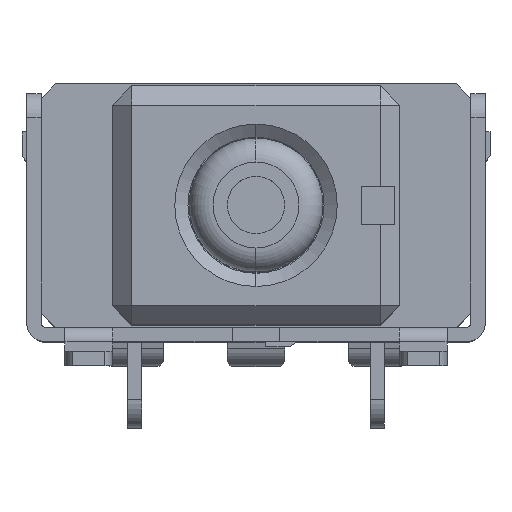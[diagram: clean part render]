
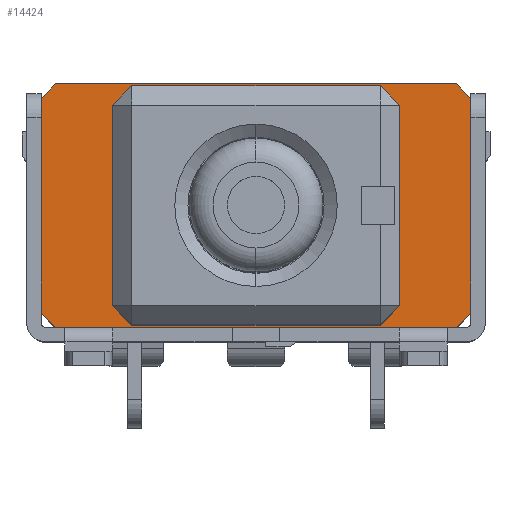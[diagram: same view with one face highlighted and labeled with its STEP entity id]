
A CAD part, top view. The second image highlights one B-rep face of the part: STEP entity #14424.
In plain terms, the highlighted planar face has unit normal (0, 0, 1).
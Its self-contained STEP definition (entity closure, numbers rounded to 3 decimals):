
#24 = VECTOR ( 'NONE', #12029, 1000. ) ;
#36 = VERTEX_POINT ( 'NONE', #2745 ) ;
#103 = VERTEX_POINT ( 'NONE', #7375 ) ;
#141 = VECTOR ( 'NONE', #369, 1000. ) ;
#193 = DIRECTION ( 'NONE',  ( 0., -1., 0. ) ) ;
#289 = CARTESIAN_POINT ( 'NONE',  ( 12.079, 15.709, 24.016 ) ) ;
#369 = DIRECTION ( 'NONE',  ( 0.707, 0.707, 0. ) ) ;
#400 = LINE ( 'NONE', #6199, #3965 ) ;
#427 = EDGE_CURVE ( 'NONE', #9429, #14913, #7283, .T. ) ;
#496 = EDGE_CURVE ( 'NONE', #3313, #5748, #5053, .T. ) ;
#511 = DIRECTION ( 'NONE',  ( 0., 1., 0. ) ) ;
#530 = VECTOR ( 'NONE', #13380, 1000. ) ;
#565 = VERTEX_POINT ( 'NONE', #11215 ) ;
#593 = CARTESIAN_POINT ( 'NONE',  ( 10.579, 15.859, 24.016 ) ) ;
#599 = LINE ( 'NONE', #7688, #3233 ) ;
#754 = VECTOR ( 'NONE', #11097, 1000. ) ;
#839 = CARTESIAN_POINT ( 'NONE',  ( 3.379, 20.509, 24.016 ) ) ;
#878 = AXIS2_PLACEMENT_3D ( 'NONE', #7381, #14266, #3989 ) ;
#1039 = CARTESIAN_POINT ( 'NONE',  ( 10.179, 20.459, 24.016 ) ) ;
#1056 = EDGE_CURVE ( 'NONE', #36, #14218, #11802, .T. ) ;
#1419 = CARTESIAN_POINT ( 'NONE',  ( 3.079, 15.409, 24.016 ) ) ;
#1424 = LINE ( 'NONE', #6139, #2229 ) ;
#1497 = LINE ( 'NONE', #1419, #14523 ) ;
#1516 = EDGE_CURVE ( 'NONE', #14913, #4645, #400, .T. ) ;
#1544 = VERTEX_POINT ( 'NONE', #9901 ) ;
#1595 = ORIENTED_EDGE ( 'NONE', *, *, #2545, .T. ) ;
#1599 = EDGE_CURVE ( 'NONE', #9602, #565, #11125, .T. ) ;
#1601 = ORIENTED_EDGE ( 'NONE', *, *, #13468, .T. ) ;
#1678 = VECTOR ( 'NONE', #193, 1000. ) ;
#1832 = CARTESIAN_POINT ( 'NONE',  ( 4.204, 14.584, 24.016 ) ) ;
#2179 = LINE ( 'NONE', #1039, #2737 ) ;
#2229 = VECTOR ( 'NONE', #10846, 1000. ) ;
#2530 = LINE ( 'NONE', #6160, #141 ) ;
#2545 = EDGE_CURVE ( 'NONE', #4645, #3313, #1424, .T. ) ;
#2552 = LINE ( 'NONE', #6104, #8195 ) ;
#2727 = CARTESIAN_POINT ( 'NONE',  ( 10.954, 21.334, 24.016 ) ) ;
#2737 = VECTOR ( 'NONE', #5738, 1000. ) ;
#2745 = CARTESIAN_POINT ( 'NONE',  ( 4.979, 15.459, 24.016 ) ) ;
#2821 = EDGE_CURVE ( 'NONE', #5735, #3021, #2179, .T. ) ;
#2833 = EDGE_LOOP ( 'NONE', ( #4251, #11114, #9351, #1595, #7551, #10756, #12020, #4313 ) ) ;
#3021 = VERTEX_POINT ( 'NONE', #6619 ) ;
#3233 = VECTOR ( 'NONE', #6310, 1000. ) ;
#3313 = VERTEX_POINT ( 'NONE', #9941 ) ;
#3328 = EDGE_CURVE ( 'NONE', #7401, #7569, #2530, .T. ) ;
#3478 = EDGE_LOOP ( 'NONE', ( #9663, #4335, #11363, #1601, #6498, #7332, #7233, #4256 ) ) ;
#3965 = VECTOR ( 'NONE', #5107, 1000. ) ;
#3989 = DIRECTION ( 'NONE',  ( 0., -1., 0. ) ) ;
#4073 = DIRECTION ( 'NONE',  ( 0.707, -0.707, 0. ) ) ;
#4236 = CARTESIAN_POINT ( 'NONE',  ( 10.179, 20.459, 24.016 ) ) ;
#4251 = ORIENTED_EDGE ( 'NONE', *, *, #6084, .T. ) ;
#4256 = ORIENTED_EDGE ( 'NONE', *, *, #1599, .T. ) ;
#4313 = ORIENTED_EDGE ( 'NONE', *, *, #3328, .T. ) ;
#4335 = ORIENTED_EDGE ( 'NONE', *, *, #2821, .T. ) ;
#4645 = VERTEX_POINT ( 'NONE', #839 ) ;
#4896 = VECTOR ( 'NONE', #11993, 1000. ) ;
#4988 = VECTOR ( 'NONE', #5726, 1000. ) ;
#5053 = LINE ( 'NONE', #13087, #1678 ) ;
#5107 = DIRECTION ( 'NONE',  ( -1., 0., 0. ) ) ;
#5325 = CARTESIAN_POINT ( 'NONE',  ( 4.579, 15.859, 24.016 ) ) ;
#5726 = DIRECTION ( 'NONE',  ( 1., 0., 0. ) ) ;
#5735 = VERTEX_POINT ( 'NONE', #4236 ) ;
#5738 = DIRECTION ( 'NONE',  ( 0.707, -0.707, 0. ) ) ;
#5748 = VERTEX_POINT ( 'NONE', #7486 ) ;
#5936 = CARTESIAN_POINT ( 'NONE',  ( 4.979, 15.459, 24.016 ) ) ;
#6084 = EDGE_CURVE ( 'NONE', #7569, #9429, #10650, .T. ) ;
#6104 = CARTESIAN_POINT ( 'NONE',  ( 4.579, 20.459, 24.016 ) ) ;
#6139 = CARTESIAN_POINT ( 'NONE',  ( 4.204, 21.334, 24.016 ) ) ;
#6160 = CARTESIAN_POINT ( 'NONE',  ( 10.954, 14.584, 24.016 ) ) ;
#6199 = CARTESIAN_POINT ( 'NONE',  ( 3.079, 20.509, 24.016 ) ) ;
#6257 = DIRECTION ( 'NONE',  ( -1., 0., 0. ) ) ;
#6310 = DIRECTION ( 'NONE',  ( 0., -1., 0. ) ) ;
#6413 = EDGE_CURVE ( 'NONE', #1544, #7401, #1497, .T. ) ;
#6498 = ORIENTED_EDGE ( 'NONE', *, *, #11067, .F. ) ;
#6619 = CARTESIAN_POINT ( 'NONE',  ( 10.579, 20.059, 24.016 ) ) ;
#6876 = CARTESIAN_POINT ( 'NONE',  ( 4.579, 15.459, 24.016 ) ) ;
#6891 = CARTESIAN_POINT ( 'NONE',  ( 4.579, 20.059, 24.016 ) ) ;
#7233 = ORIENTED_EDGE ( 'NONE', *, *, #10143, .F. ) ;
#7283 = LINE ( 'NONE', #2727, #4896 ) ;
#7332 = ORIENTED_EDGE ( 'NONE', *, *, #1056, .T. ) ;
#7375 = CARTESIAN_POINT ( 'NONE',  ( 10.179, 15.459, 24.016 ) ) ;
#7381 = CARTESIAN_POINT ( 'NONE',  ( 7.579, 17.959, 24.016 ) ) ;
#7401 = VERTEX_POINT ( 'NONE', #7846 ) ;
#7486 = CARTESIAN_POINT ( 'NONE',  ( 3.079, 15.709, 24.016 ) ) ;
#7551 = ORIENTED_EDGE ( 'NONE', *, *, #496, .T. ) ;
#7569 = VERTEX_POINT ( 'NONE', #289 ) ;
#7610 = CARTESIAN_POINT ( 'NONE',  ( 10.579, 20.459, 24.016 ) ) ;
#7688 = CARTESIAN_POINT ( 'NONE',  ( 4.579, 20.459, 24.016 ) ) ;
#7846 = CARTESIAN_POINT ( 'NONE',  ( 11.779, 15.409, 24.016 ) ) ;
#8124 = VERTEX_POINT ( 'NONE', #14833 ) ;
#8126 = VECTOR ( 'NONE', #4073, 1000. ) ;
#8195 = VECTOR ( 'NONE', #6257, 1000. ) ;
#8211 = EDGE_CURVE ( 'NONE', #8124, #3021, #14508, .T. ) ;
#8439 = DIRECTION ( 'NONE',  ( 1., 0., 0. ) ) ;
#8850 = EDGE_CURVE ( 'NONE', #5748, #1544, #11106, .T. ) ;
#9099 = CARTESIAN_POINT ( 'NONE',  ( 11.779, 20.509, 24.016 ) ) ;
#9351 = ORIENTED_EDGE ( 'NONE', *, *, #1516, .T. ) ;
#9429 = VERTEX_POINT ( 'NONE', #12079 ) ;
#9602 = VERTEX_POINT ( 'NONE', #6891 ) ;
#9663 = ORIENTED_EDGE ( 'NONE', *, *, #11223, .F. ) ;
#9901 = CARTESIAN_POINT ( 'NONE',  ( 3.379, 15.409, 24.016 ) ) ;
#9941 = CARTESIAN_POINT ( 'NONE',  ( 3.079, 20.209, 24.016 ) ) ;
#10143 = EDGE_CURVE ( 'NONE', #9602, #14218, #599, .T. ) ;
#10650 = LINE ( 'NONE', #13334, #13025 ) ;
#10756 = ORIENTED_EDGE ( 'NONE', *, *, #8850, .T. ) ;
#10846 = DIRECTION ( 'NONE',  ( -0.707, -0.707, 0. ) ) ;
#11067 = EDGE_CURVE ( 'NONE', #36, #103, #13990, .T. ) ;
#11097 = DIRECTION ( 'NONE',  ( 0., 1., 0. ) ) ;
#11106 = LINE ( 'NONE', #1832, #8126 ) ;
#11114 = ORIENTED_EDGE ( 'NONE', *, *, #427, .T. ) ;
#11125 = LINE ( 'NONE', #14461, #530 ) ;
#11215 = CARTESIAN_POINT ( 'NONE',  ( 4.979, 20.459, 24.016 ) ) ;
#11223 = EDGE_CURVE ( 'NONE', #5735, #565, #2552, .T. ) ;
#11363 = ORIENTED_EDGE ( 'NONE', *, *, #8211, .F. ) ;
#11802 = LINE ( 'NONE', #5936, #24 ) ;
#11945 = FACE_OUTER_BOUND ( 'NONE', #2833, .T. ) ;
#11993 = DIRECTION ( 'NONE',  ( -0.707, 0.707, 0. ) ) ;
#12020 = ORIENTED_EDGE ( 'NONE', *, *, #6413, .T. ) ;
#12029 = DIRECTION ( 'NONE',  ( -0.707, 0.707, 0. ) ) ;
#12079 = CARTESIAN_POINT ( 'NONE',  ( 12.079, 20.209, 24.016 ) ) ;
#12688 = VECTOR ( 'NONE', #13557, 1000. ) ;
#13025 = VECTOR ( 'NONE', #511, 1000. ) ;
#13087 = CARTESIAN_POINT ( 'NONE',  ( 3.079, 20.509, 24.016 ) ) ;
#13334 = CARTESIAN_POINT ( 'NONE',  ( 12.079, 20.509, 24.016 ) ) ;
#13380 = DIRECTION ( 'NONE',  ( 0.707, 0.707, 0. ) ) ;
#13417 = PLANE ( 'NONE',  #878 ) ;
#13468 = EDGE_CURVE ( 'NONE', #8124, #103, #14872, .T. ) ;
#13557 = DIRECTION ( 'NONE',  ( -0.707, -0.707, 0. ) ) ;
#13990 = LINE ( 'NONE', #6876, #4988 ) ;
#14218 = VERTEX_POINT ( 'NONE', #5325 ) ;
#14266 = DIRECTION ( 'NONE',  ( 0., 0., 1. ) ) ;
#14346 = FACE_BOUND ( 'NONE', #3478, .T. ) ;
#14424 = ADVANCED_FACE ( 'NONE', ( #14346, #11945 ), #13417, .T. ) ;
#14461 = CARTESIAN_POINT ( 'NONE',  ( 4.579, 20.059, 24.016 ) ) ;
#14508 = LINE ( 'NONE', #7610, #754 ) ;
#14523 = VECTOR ( 'NONE', #8439, 1000. ) ;
#14833 = CARTESIAN_POINT ( 'NONE',  ( 10.579, 15.859, 24.016 ) ) ;
#14872 = LINE ( 'NONE', #593, #12688 ) ;
#14913 = VERTEX_POINT ( 'NONE', #9099 ) ;
